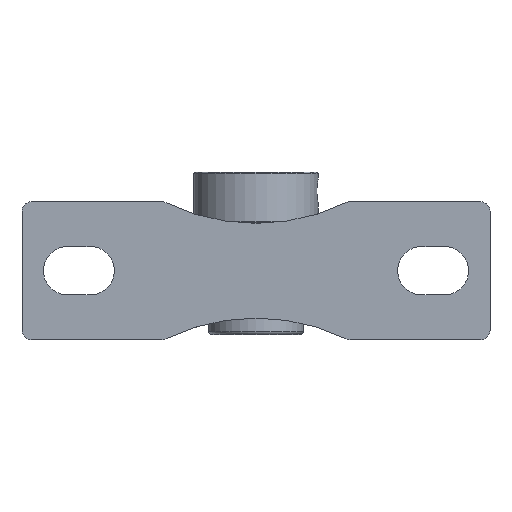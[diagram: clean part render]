
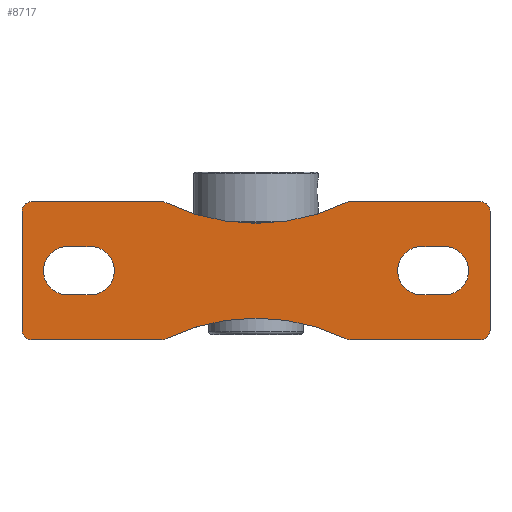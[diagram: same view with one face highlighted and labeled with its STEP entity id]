
A CAD part, front view. The second image highlights one B-rep face of the part: STEP entity #8717.
In plain terms, the highlighted face is planar.
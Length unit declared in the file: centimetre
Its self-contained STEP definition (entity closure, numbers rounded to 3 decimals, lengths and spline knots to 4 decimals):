
#8002=CARTESIAN_POINT('',(-1.85,-2.5241,0.));
#8003=VERTEX_POINT('',#8002);
#8010=CARTESIAN_POINT('',(-1.85,-6.021,0.));
#8011=VERTEX_POINT('',#8010);
#8012=CARTESIAN_POINT('',(-1.85,-12351.275,0.));
#8013=DIRECTION('',(0.,1.,0.));
#8014=VECTOR('',#8013,24690.);
#8015=LINE('',#8012,#8014);
#8016=EDGE_CURVE('',#8011,#8003,#8015,.T.);
#8155=CARTESIAN_POINT('',(1.596,6.275,0.));
#8156=VERTEX_POINT('',#8155);
#8163=CARTESIAN_POINT('',(-1.596,6.275,0.));
#8164=VERTEX_POINT('',#8163);
#8165=CARTESIAN_POINT('',(-12345.,6.275,0.));
#8166=DIRECTION('',(1.,0.,-0.));
#8167=VECTOR('',#8166,24690.);
#8168=LINE('',#8165,#8167);
#8169=EDGE_CURVE('',#8164,#8156,#8168,.T.);
#8186=CARTESIAN_POINT('',(1.85,6.021,0.));
#8187=VERTEX_POINT('',#8186);
#8194=CARTESIAN_POINT('',(1.596,6.021,0.));
#8195=DIRECTION('',(0.,-0.,1.));
#8196=DIRECTION('',(0.707,0.707,0.));
#8197=AXIS2_PLACEMENT_3D('',#8194,#8195,#8196);
#8198=CIRCLE('',#8197,0.254);
#8199=EDGE_CURVE('',#8187,#8156,#8198,.T.);
#8221=CARTESIAN_POINT('',(1.85,2.5241,0.));
#8222=VERTEX_POINT('',#8221);
#8229=CARTESIAN_POINT('',(1.85,12351.275,0.));
#8230=DIRECTION('',(0.,-1.,0.));
#8231=VECTOR('',#8230,24690.);
#8232=LINE('',#8229,#8231);
#8233=EDGE_CURVE('',#8187,#8222,#8232,.T.);
#8499=CARTESIAN_POINT('',(1.596,-6.275,0.));
#8500=VERTEX_POINT('',#8499);
#8507=CARTESIAN_POINT('',(1.85,-6.021,0.));
#8508=VERTEX_POINT('',#8507);
#8509=CARTESIAN_POINT('',(1.596,-6.021,0.));
#8510=DIRECTION('',(0.,0.,1.));
#8511=DIRECTION('',(0.707,-0.707,0.));
#8512=AXIS2_PLACEMENT_3D('',#8509,#8510,#8511);
#8513=CIRCLE('',#8512,0.254);
#8514=EDGE_CURVE('',#8500,#8508,#8513,.T.);
#8525=CARTESIAN_POINT('',(0.846,-3.2454,0.));
#8526=DIRECTION('',(0.,0.,1.));
#8527=DIRECTION('',(1.,0.,0.));
#8528=AXIS2_PLACEMENT_3D('',#8525,#8526,#8527);
#8529=PLANE('',#8528);
#8530=ORIENTED_EDGE('',*,*,#8199,.F.);
#8531=ORIENTED_EDGE('',*,*,#8233,.T.);
#8532=CARTESIAN_POINT('',(1.8245,2.4132,0.));
#8533=VERTEX_POINT('',#8532);
#8534=CARTESIAN_POINT('',(1.596,2.5241,0.));
#8535=DIRECTION('',(0.,0.,1.));
#8536=DIRECTION('',(0.975,-0.224,0.));
#8537=AXIS2_PLACEMENT_3D('',#8534,#8535,#8536);
#8538=CIRCLE('',#8537,0.254);
#8539=EDGE_CURVE('',#8533,#8222,#8538,.T.);
#8540=ORIENTED_EDGE('',*,*,#8539,.F.);
#8541=CARTESIAN_POINT('',(1.27,0.,0.));
#8542=VERTEX_POINT('',#8541);
#8543=CARTESIAN_POINT('',(6.7981,0.,0.));
#8544=DIRECTION('',(0.,0.,1.));
#8545=DIRECTION('',(1.,0.,-0.));
#8546=AXIS2_PLACEMENT_3D('',#8543,#8544,#8545);
#8547=CIRCLE('',#8546,5.5281);
#8548=EDGE_CURVE('',#8533,#8542,#8547,.T.);
#8549=ORIENTED_EDGE('',*,*,#8548,.T.);
#8550=CARTESIAN_POINT('',(1.8245,-2.4132,0.));
#8551=VERTEX_POINT('',#8550);
#8552=CARTESIAN_POINT('',(6.7981,0.,0.));
#8553=DIRECTION('',(0.,0.,1.));
#8554=DIRECTION('',(1.,0.,-0.));
#8555=AXIS2_PLACEMENT_3D('',#8552,#8553,#8554);
#8556=CIRCLE('',#8555,5.5281);
#8557=EDGE_CURVE('',#8542,#8551,#8556,.T.);
#8558=ORIENTED_EDGE('',*,*,#8557,.T.);
#8559=CARTESIAN_POINT('',(1.85,-2.5241,0.));
#8560=VERTEX_POINT('',#8559);
#8561=CARTESIAN_POINT('',(1.596,-2.5241,0.));
#8562=DIRECTION('',(0.,-0.,1.));
#8563=DIRECTION('',(0.975,0.224,0.));
#8564=AXIS2_PLACEMENT_3D('',#8561,#8562,#8563);
#8565=CIRCLE('',#8564,0.254);
#8566=EDGE_CURVE('',#8560,#8551,#8565,.T.);
#8567=ORIENTED_EDGE('',*,*,#8566,.F.);
#8568=CARTESIAN_POINT('',(1.85,-12351.275,0.));
#8569=DIRECTION('',(0.,1.,0.));
#8570=VECTOR('',#8569,24690.);
#8571=LINE('',#8568,#8570);
#8572=EDGE_CURVE('',#8508,#8560,#8571,.T.);
#8573=ORIENTED_EDGE('',*,*,#8572,.F.);
#8574=ORIENTED_EDGE('',*,*,#8514,.F.);
#8575=CARTESIAN_POINT('',(-1.596,-6.275,0.));
#8576=VERTEX_POINT('',#8575);
#8577=CARTESIAN_POINT('',(-12345.,-6.275,0.));
#8578=DIRECTION('',(1.,0.,-0.));
#8579=VECTOR('',#8578,24690.);
#8580=LINE('',#8577,#8579);
#8581=EDGE_CURVE('',#8576,#8500,#8580,.T.);
#8582=ORIENTED_EDGE('',*,*,#8581,.F.);
#8583=CARTESIAN_POINT('',(-1.596,-6.021,0.));
#8584=DIRECTION('',(0.,0.,1.));
#8585=DIRECTION('',(-0.707,-0.707,0.));
#8586=AXIS2_PLACEMENT_3D('',#8583,#8584,#8585);
#8587=CIRCLE('',#8586,0.254);
#8588=EDGE_CURVE('',#8011,#8576,#8587,.T.);
#8589=ORIENTED_EDGE('',*,*,#8588,.F.);
#8590=ORIENTED_EDGE('',*,*,#8016,.T.);
#8591=CARTESIAN_POINT('',(-1.8245,-2.4132,0.));
#8592=VERTEX_POINT('',#8591);
#8593=CARTESIAN_POINT('',(-1.596,-2.5241,0.));
#8594=DIRECTION('',(0.,0.,1.));
#8595=DIRECTION('',(-0.975,0.224,0.));
#8596=AXIS2_PLACEMENT_3D('',#8593,#8594,#8595);
#8597=CIRCLE('',#8596,0.254);
#8598=EDGE_CURVE('',#8592,#8003,#8597,.T.);
#8599=ORIENTED_EDGE('',*,*,#8598,.F.);
#8600=CARTESIAN_POINT('',(-1.27,-0.,0.));
#8601=VERTEX_POINT('',#8600);
#8602=CARTESIAN_POINT('',(-6.7981,0.,0.));
#8603=DIRECTION('',(0.,0.,-1.));
#8604=DIRECTION('',(-1.,0.,0.));
#8605=AXIS2_PLACEMENT_3D('',#8602,#8603,#8604);
#8606=CIRCLE('',#8605,5.5281);
#8607=EDGE_CURVE('',#8601,#8592,#8606,.T.);
#8608=ORIENTED_EDGE('',*,*,#8607,.F.);
#8609=CARTESIAN_POINT('',(-1.8245,2.4132,0.));
#8610=VERTEX_POINT('',#8609);
#8611=CARTESIAN_POINT('',(-6.7981,0.,0.));
#8612=DIRECTION('',(0.,0.,-1.));
#8613=DIRECTION('',(-1.,0.,0.));
#8614=AXIS2_PLACEMENT_3D('',#8611,#8612,#8613);
#8615=CIRCLE('',#8614,5.5281);
#8616=EDGE_CURVE('',#8610,#8601,#8615,.T.);
#8617=ORIENTED_EDGE('',*,*,#8616,.F.);
#8618=CARTESIAN_POINT('',(-1.85,2.5241,0.));
#8619=VERTEX_POINT('',#8618);
#8620=CARTESIAN_POINT('',(-1.596,2.5241,0.));
#8621=DIRECTION('',(0.,0.,1.));
#8622=DIRECTION('',(-0.975,-0.224,0.));
#8623=AXIS2_PLACEMENT_3D('',#8620,#8621,#8622);
#8624=CIRCLE('',#8623,0.254);
#8625=EDGE_CURVE('',#8619,#8610,#8624,.T.);
#8626=ORIENTED_EDGE('',*,*,#8625,.F.);
#8627=CARTESIAN_POINT('',(-1.85,6.021,0.));
#8628=VERTEX_POINT('',#8627);
#8629=CARTESIAN_POINT('',(-1.85,12351.275,0.));
#8630=DIRECTION('',(0.,-1.,0.));
#8631=VECTOR('',#8630,24690.);
#8632=LINE('',#8629,#8631);
#8633=EDGE_CURVE('',#8628,#8619,#8632,.T.);
#8634=ORIENTED_EDGE('',*,*,#8633,.F.);
#8635=CARTESIAN_POINT('',(-1.596,6.021,0.));
#8636=DIRECTION('',(0.,0.,1.));
#8637=DIRECTION('',(-0.707,0.707,0.));
#8638=AXIS2_PLACEMENT_3D('',#8635,#8636,#8637);
#8639=CIRCLE('',#8638,0.254);
#8640=EDGE_CURVE('',#8164,#8628,#8639,.T.);
#8641=ORIENTED_EDGE('',*,*,#8640,.F.);
#8642=ORIENTED_EDGE('',*,*,#8169,.T.);
#8643=EDGE_LOOP('',(#8530,#8531,#8540,#8549,#8558,#8567,#8573,#8574,#8582,#8589,#8590,#8599,#8608,#8617,#8626,#8634,#8641,#8642));
#8644=FACE_BOUND('',#8643,.T.);
#8645=CARTESIAN_POINT('',(0.65,5.05,0.));
#8646=VERTEX_POINT('',#8645);
#8647=CARTESIAN_POINT('',(-0.65,5.05,0.));
#8648=VERTEX_POINT('',#8647);
#8649=CARTESIAN_POINT('',(0.,5.05,0.));
#8650=DIRECTION('',(0.,0.,1.));
#8651=DIRECTION('',(-1.,0.,0.));
#8652=AXIS2_PLACEMENT_3D('',#8649,#8650,#8651);
#8653=CIRCLE('',#8652,0.65);
#8654=EDGE_CURVE('',#8646,#8648,#8653,.T.);
#8655=ORIENTED_EDGE('',*,*,#8654,.T.);
#8656=CARTESIAN_POINT('',(-0.65,4.45,0.));
#8657=VERTEX_POINT('',#8656);
#8658=CARTESIAN_POINT('',(-0.65,12345.7523,0.));
#8659=DIRECTION('',(0.,-1.,0.));
#8660=VECTOR('',#8659,24690.);
#8661=LINE('',#8658,#8660);
#8662=EDGE_CURVE('',#8648,#8657,#8661,.T.);
#8663=ORIENTED_EDGE('',*,*,#8662,.T.);
#8664=CARTESIAN_POINT('',(0.65,4.45,0.));
#8665=VERTEX_POINT('',#8664);
#8666=CARTESIAN_POINT('',(0.,4.45,0.));
#8667=DIRECTION('',(0.,0.,1.));
#8668=DIRECTION('',(-1.,0.,0.));
#8669=AXIS2_PLACEMENT_3D('',#8666,#8667,#8668);
#8670=CIRCLE('',#8669,0.65);
#8671=EDGE_CURVE('',#8657,#8665,#8670,.T.);
#8672=ORIENTED_EDGE('',*,*,#8671,.T.);
#8673=CARTESIAN_POINT('',(0.65,-12344.2477,0.));
#8674=DIRECTION('',(0.,1.,-0.));
#8675=VECTOR('',#8674,24690.);
#8676=LINE('',#8673,#8675);
#8677=EDGE_CURVE('',#8665,#8646,#8676,.T.);
#8678=ORIENTED_EDGE('',*,*,#8677,.T.);
#8679=EDGE_LOOP('',(#8655,#8663,#8672,#8678));
#8680=FACE_BOUND('',#8679,.T.);
#8681=CARTESIAN_POINT('',(0.65,-4.45,0.));
#8682=VERTEX_POINT('',#8681);
#8683=CARTESIAN_POINT('',(-0.65,-4.45,0.));
#8684=VERTEX_POINT('',#8683);
#8685=CARTESIAN_POINT('',(-0.,-4.45,0.));
#8686=DIRECTION('',(0.,0.,1.));
#8687=DIRECTION('',(1.,0.,-0.));
#8688=AXIS2_PLACEMENT_3D('',#8685,#8686,#8687);
#8689=CIRCLE('',#8688,0.65);
#8690=EDGE_CURVE('',#8682,#8684,#8689,.T.);
#8691=ORIENTED_EDGE('',*,*,#8690,.T.);
#8692=CARTESIAN_POINT('',(-0.65,-5.05,0.));
#8693=VERTEX_POINT('',#8692);
#8694=CARTESIAN_POINT('',(-0.65,12341.0023,0.));
#8695=DIRECTION('',(0.,-1.,0.));
#8696=VECTOR('',#8695,24690.);
#8697=LINE('',#8694,#8696);
#8698=EDGE_CURVE('',#8684,#8693,#8697,.T.);
#8699=ORIENTED_EDGE('',*,*,#8698,.T.);
#8700=CARTESIAN_POINT('',(0.65,-5.05,0.));
#8701=VERTEX_POINT('',#8700);
#8702=CARTESIAN_POINT('',(0.,-5.05,0.));
#8703=DIRECTION('',(0.,0.,1.));
#8704=DIRECTION('',(-1.,0.,0.));
#8705=AXIS2_PLACEMENT_3D('',#8702,#8703,#8704);
#8706=CIRCLE('',#8705,0.65);
#8707=EDGE_CURVE('',#8693,#8701,#8706,.T.);
#8708=ORIENTED_EDGE('',*,*,#8707,.T.);
#8709=CARTESIAN_POINT('',(0.65,-12348.9977,0.));
#8710=DIRECTION('',(0.,1.,0.));
#8711=VECTOR('',#8710,24690.);
#8712=LINE('',#8709,#8711);
#8713=EDGE_CURVE('',#8701,#8682,#8712,.T.);
#8714=ORIENTED_EDGE('',*,*,#8713,.T.);
#8715=EDGE_LOOP('',(#8691,#8699,#8708,#8714));
#8716=FACE_BOUND('',#8715,.T.);
#8717=ADVANCED_FACE('',(#8644,#8680,#8716),#8529,.F.);
